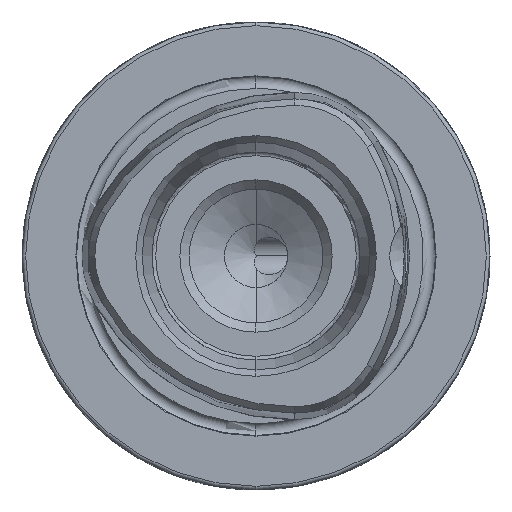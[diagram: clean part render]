
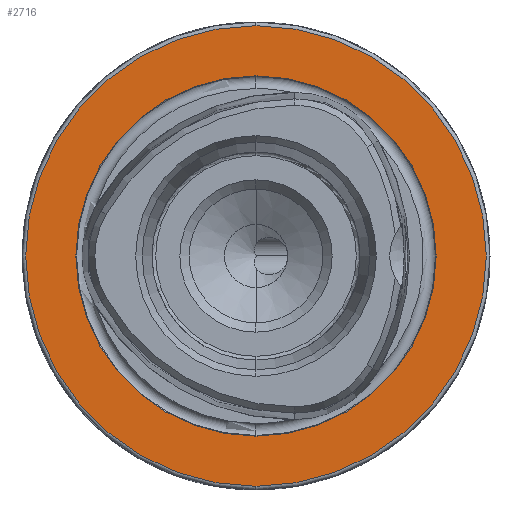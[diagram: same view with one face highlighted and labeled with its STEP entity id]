
A CAD part, left-side view. The second image highlights one B-rep face of the part: STEP entity #2716.
In plain terms, the highlighted planar face has unit normal (-1, 0, 0).
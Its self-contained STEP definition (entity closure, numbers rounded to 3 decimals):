
#320 = AXIS2_PLACEMENT_3D ( 'NONE', #9727, #9728, #9729 ) ;
#323 = AXIS2_PLACEMENT_3D ( 'NONE', #9741, #9742, #9743 ) ;
#1341 = FACE_OUTER_BOUND ( 'NONE', #5548, .T. ) ;
#1347 = FACE_BOUND ( 'NONE', #5549, .T. ) ;
#2081 = CARTESIAN_POINT ( 'NONE',  ( 0., 24.25, 0. ) ) ;
#2084 = PLANE ( 'NONE',  #4814 ) ;
#2086 = DIRECTION ( 'NONE',  ( 1., 0., 0. ) ) ;
#2087 = DIRECTION ( 'NONE',  ( 0., 0., -1. ) ) ;
#2304 = EDGE_CURVE ( 'NONE', #14181, #14237, #11819, .T. ) ;
#2305 = EDGE_CURVE ( 'NONE', #14225, #14239, #11821, .T. ) ;
#2647 = AXIS2_PLACEMENT_3D ( 'NONE', #3338, #3339, #3340 ) ;
#2648 = AXIS2_PLACEMENT_3D ( 'NONE', #3342, #3343, #3344 ) ;
#2716 = ADVANCED_FACE ( 'NONE', ( #1347, #1341 ), #2084, .F. ) ;
#3338 = CARTESIAN_POINT ( 'NONE',  ( 0., 0., 0. ) ) ;
#3339 = DIRECTION ( 'NONE',  ( -1., 0., 0. ) ) ;
#3340 = DIRECTION ( 'NONE',  ( 0., 0., 1. ) ) ;
#3342 = CARTESIAN_POINT ( 'NONE',  ( 0., 0., 0. ) ) ;
#3343 = DIRECTION ( 'NONE',  ( -1., 0., 0. ) ) ;
#3344 = DIRECTION ( 'NONE',  ( 0., 0., 1. ) ) ;
#4814 = AXIS2_PLACEMENT_3D ( 'NONE', #2081, #2086, #2087 ) ;
#5548 = EDGE_LOOP ( 'NONE', ( #10872, #10873 ) ) ;
#5549 = EDGE_LOOP ( 'NONE', ( #10870, #10871 ) ) ;
#6804 = CARTESIAN_POINT ( 'NONE',  ( 0., 0., -31. ) ) ;
#6847 = CARTESIAN_POINT ( 'NONE',  ( 0., 0., 24.25 ) ) ;
#6859 = CARTESIAN_POINT ( 'NONE',  ( 0., 0., 31. ) ) ;
#6861 = CARTESIAN_POINT ( 'NONE',  ( 0., 0., -24.25 ) ) ;
#7919 = CIRCLE ( 'NONE', #320, 31. ) ;
#7923 = CIRCLE ( 'NONE', #323, 24.25 ) ;
#9727 = CARTESIAN_POINT ( 'NONE',  ( 0., 0., 0. ) ) ;
#9728 = DIRECTION ( 'NONE',  ( -1., 0., 0. ) ) ;
#9729 = DIRECTION ( 'NONE',  ( 0., 0., 1. ) ) ;
#9741 = CARTESIAN_POINT ( 'NONE',  ( 0., 0., 0. ) ) ;
#9742 = DIRECTION ( 'NONE',  ( -1., 0., 0. ) ) ;
#9743 = DIRECTION ( 'NONE',  ( 0., 0., 1. ) ) ;
#10870 = ORIENTED_EDGE ( 'NONE', *, *, #2305, .F. ) ;
#10871 = ORIENTED_EDGE ( 'NONE', *, *, #14812, .F. ) ;
#10872 = ORIENTED_EDGE ( 'NONE', *, *, #14808, .T. ) ;
#10873 = ORIENTED_EDGE ( 'NONE', *, *, #2304, .T. ) ;
#11819 = CIRCLE ( 'NONE', #2647, 31. ) ;
#11821 = CIRCLE ( 'NONE', #2648, 24.25 ) ;
#14181 = VERTEX_POINT ( 'NONE', #6804 ) ;
#14225 = VERTEX_POINT ( 'NONE', #6847 ) ;
#14237 = VERTEX_POINT ( 'NONE', #6859 ) ;
#14239 = VERTEX_POINT ( 'NONE', #6861 ) ;
#14808 = EDGE_CURVE ( 'NONE', #14237, #14181, #7919, .T. ) ;
#14812 = EDGE_CURVE ( 'NONE', #14239, #14225, #7923, .T. ) ;
